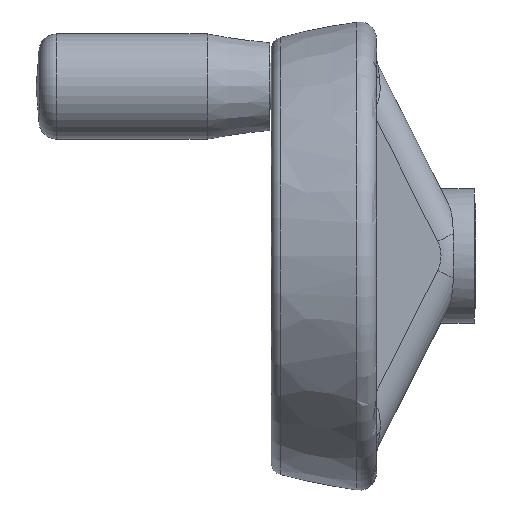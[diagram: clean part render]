
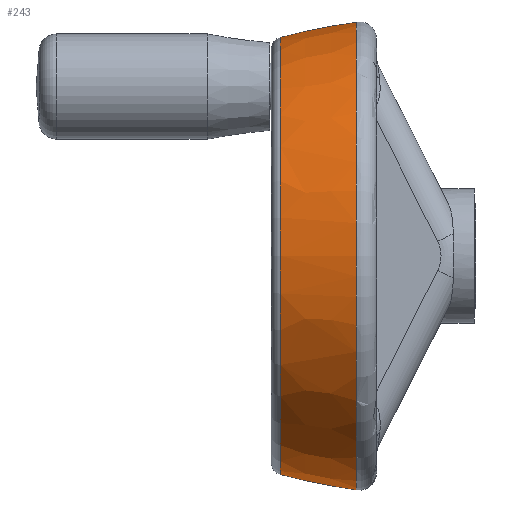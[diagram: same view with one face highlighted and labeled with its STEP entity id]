
A CAD part, top view. The second image highlights one B-rep face of the part: STEP entity #243.
In plain terms, the highlighted free-form (B-spline) face has degree [3, 3] with [4, 7] control points.
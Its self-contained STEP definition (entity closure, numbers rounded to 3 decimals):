
#112=(
BOUNDED_SURFACE()
B_SPLINE_SURFACE(3,3,((#1608,#1609,#1610,#1611,#1612,#1613,#1614),(#1615,
#1616,#1617,#1618,#1619,#1620,#1621),(#1622,#1623,#1624,#1625,#1626,#1627,
#1628),(#1629,#1630,#1631,#1632,#1633,#1634,#1635)),.UNSPECIFIED.,.F.,.T.,
.F.)
B_SPLINE_SURFACE_WITH_KNOTS((4,4),(1,3,3,3,1),(0.,1.),(-0.5,0.,0.5,1.,1.5),
.UNSPECIFIED.)
GEOMETRIC_REPRESENTATION_ITEM()
RATIONAL_B_SPLINE_SURFACE(((1.,0.333,0.333,1.,0.333,
0.333,1.),(0.999,0.333,0.333,
0.999,0.333,0.333,0.999),
(0.999,0.333,0.333,0.999,
0.333,0.333,0.999),(1.,0.333,
0.333,1.,0.333,0.333,1.)))
REPRESENTATION_ITEM('')
SURFACE()
);
#161=B_SPLINE_CURVE_WITH_KNOTS('',3,(#1570,#1571,#1572,#1573,#1574,#1575,
#1576,#1577,#1578,#1579,#1580,#1581,#1582,#1583,#1584,#1585,#1586,#1587,
#1588,#1589,#1590,#1591,#1592,#1593,#1594,#1595,#1596,#1597,#1598,#1599,
#1600,#1601,#1602,#1603),.UNSPECIFIED.,.T.,.F.,(2,2,2,2,2,2,2,2,2,2,2,2,
2,2,2,2,2,2,2),(-0.062,0.,0.063,0.125,0.188,0.25,0.313,0.375,
0.438,0.5,0.563,0.625,0.688,0.75,0.813,0.875,0.938,1.,1.063),.UNSPECIFIED.);
#243=ADVANCED_FACE('',(#301,#302),#112,.T.);
#301=FACE_BOUND('',#388,.T.);
#302=FACE_BOUND('',#389,.T.);
#388=EDGE_LOOP('',(#535));
#389=EDGE_LOOP('',(#536));
#535=ORIENTED_EDGE('',*,*,#820,.T.);
#536=ORIENTED_EDGE('',*,*,#821,.F.);
#727=VERTEX_POINT('',#1604);
#728=VERTEX_POINT('',#1607);
#820=EDGE_CURVE('',#727,#727,#161,.T.);
#821=EDGE_CURVE('',#728,#728,#879,.T.);
#879=CIRCLE('',#947,37.4);
#947=AXIS2_PLACEMENT_3D('',#1606,#1104,#1105);
#1104=DIRECTION('',(-1.,0.,0.));
#1105=DIRECTION('',(0.,0.,1.));
#1570=CARTESIAN_POINT('',(227.067,177.952,-5.242));
#1571=CARTESIAN_POINT('',(227.067,177.952,5.242));
#1572=CARTESIAN_POINT('',(227.067,178.994,10.483));
#1573=CARTESIAN_POINT('',(227.067,183.006,20.169));
#1574=CARTESIAN_POINT('',(227.067,185.975,24.612));
#1575=CARTESIAN_POINT('',(227.067,193.388,32.025));
#1576=CARTESIAN_POINT('',(227.067,197.831,34.994));
#1577=CARTESIAN_POINT('',(227.067,207.517,39.006));
#1578=CARTESIAN_POINT('',(227.067,212.758,40.048));
#1579=CARTESIAN_POINT('',(227.067,223.242,40.048));
#1580=CARTESIAN_POINT('',(227.067,228.483,39.006));
#1581=CARTESIAN_POINT('',(227.067,238.169,34.994));
#1582=CARTESIAN_POINT('',(227.067,242.612,32.025));
#1583=CARTESIAN_POINT('',(227.067,250.025,24.612));
#1584=CARTESIAN_POINT('',(227.067,252.994,20.169));
#1585=CARTESIAN_POINT('',(227.067,257.006,10.483));
#1586=CARTESIAN_POINT('',(227.067,258.048,5.242));
#1587=CARTESIAN_POINT('',(227.067,258.048,-5.242));
#1588=CARTESIAN_POINT('',(227.067,257.006,-10.483));
#1589=CARTESIAN_POINT('',(227.067,252.994,-20.169));
#1590=CARTESIAN_POINT('',(227.067,250.025,-24.612));
#1591=CARTESIAN_POINT('',(227.067,242.612,-32.025));
#1592=CARTESIAN_POINT('',(227.067,238.169,-34.994));
#1593=CARTESIAN_POINT('',(227.067,228.483,-39.006));
#1594=CARTESIAN_POINT('',(227.067,223.242,-40.048));
#1595=CARTESIAN_POINT('',(227.067,212.758,-40.048));
#1596=CARTESIAN_POINT('',(227.067,207.517,-39.006));
#1597=CARTESIAN_POINT('',(227.067,197.831,-34.994));
#1598=CARTESIAN_POINT('',(227.067,193.388,-32.025));
#1599=CARTESIAN_POINT('',(227.067,185.975,-24.612));
#1600=CARTESIAN_POINT('',(227.067,183.006,-20.169));
#1601=CARTESIAN_POINT('',(227.067,178.994,-10.483));
#1602=CARTESIAN_POINT('',(227.067,177.952,-5.242));
#1603=CARTESIAN_POINT('',(227.067,177.952,5.242));
#1604=CARTESIAN_POINT('',(227.067,177.952,0.));
#1606=CARTESIAN_POINT('',(213.996,218.,0.));
#1607=CARTESIAN_POINT('',(213.996,218.,37.4));
#1608=CARTESIAN_POINT('',(213.996,218.,37.4));
#1609=CARTESIAN_POINT('',(213.996,292.8,37.4));
#1610=CARTESIAN_POINT('',(213.996,292.8,-37.4));
#1611=CARTESIAN_POINT('',(213.996,218.,-37.4));
#1612=CARTESIAN_POINT('',(213.996,143.2,-37.4));
#1613=CARTESIAN_POINT('',(213.996,143.2,37.4));
#1614=CARTESIAN_POINT('',(213.996,218.,37.4));
#1615=CARTESIAN_POINT('',(218.302,218.,38.521));
#1616=CARTESIAN_POINT('',(218.302,295.043,38.521));
#1617=CARTESIAN_POINT('',(218.302,295.043,-38.521));
#1618=CARTESIAN_POINT('',(218.302,218.,-38.521));
#1619=CARTESIAN_POINT('',(218.302,140.957,-38.521));
#1620=CARTESIAN_POINT('',(218.302,140.957,38.521));
#1621=CARTESIAN_POINT('',(218.302,218.,38.521));
#1622=CARTESIAN_POINT('',(222.664,218.,39.405));
#1623=CARTESIAN_POINT('',(222.664,296.81,39.405));
#1624=CARTESIAN_POINT('',(222.664,296.81,-39.405));
#1625=CARTESIAN_POINT('',(222.664,218.,-39.405));
#1626=CARTESIAN_POINT('',(222.664,139.19,-39.405));
#1627=CARTESIAN_POINT('',(222.664,139.19,39.405));
#1628=CARTESIAN_POINT('',(222.664,218.,39.405));
#1629=CARTESIAN_POINT('',(227.067,218.,40.048));
#1630=CARTESIAN_POINT('',(227.067,298.097,40.048));
#1631=CARTESIAN_POINT('',(227.067,298.097,-40.048));
#1632=CARTESIAN_POINT('',(227.067,218.,-40.048));
#1633=CARTESIAN_POINT('',(227.067,137.903,-40.048));
#1634=CARTESIAN_POINT('',(227.067,137.903,40.048));
#1635=CARTESIAN_POINT('',(227.067,218.,40.048));
